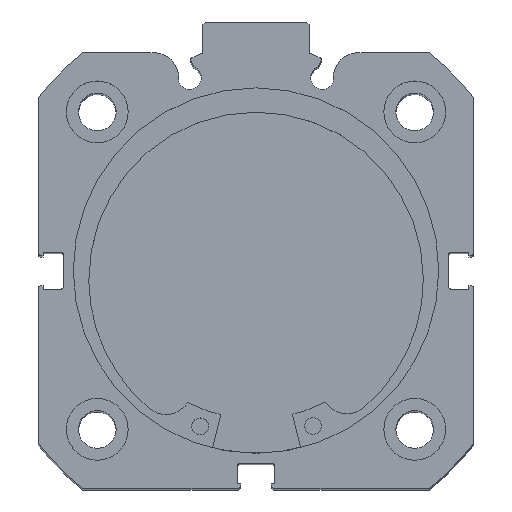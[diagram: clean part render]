
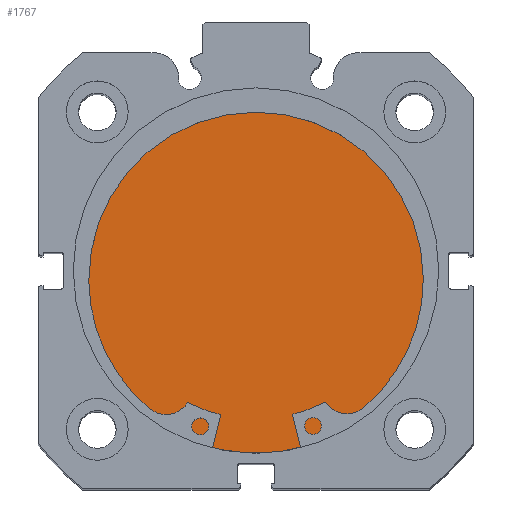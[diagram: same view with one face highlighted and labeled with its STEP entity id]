
A CAD part, top view. The second image highlights one B-rep face of the part: STEP entity #1767.
In plain terms, the highlighted face is planar.
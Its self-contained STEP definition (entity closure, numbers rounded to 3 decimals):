
#269 = EDGE_CURVE ( 'NONE', #6683, #6661, #2577, .T. ) ;
#276 = EDGE_CURVE ( 'NONE', #6661, #6683, #2586, .T. ) ;
#639 = AXIS2_PLACEMENT_3D ( 'NONE', #1030, #1029, #1024 ) ;
#642 = AXIS2_PLACEMENT_3D ( 'NONE', #1035, #1037, #1057 ) ;
#875 = AXIS2_PLACEMENT_3D ( 'NONE', #3957, #3960, #3961 ) ;
#1024 = DIRECTION ( 'NONE',  ( 0., 0., 1. ) ) ;
#1029 = DIRECTION ( 'NONE',  ( -1., 0., 0. ) ) ;
#1030 = CARTESIAN_POINT ( 'NONE',  ( 9.5, 0., 0. ) ) ;
#1035 = CARTESIAN_POINT ( 'NONE',  ( 9.5, 0., 0. ) ) ;
#1037 = DIRECTION ( 'NONE',  ( -1., 0., 0. ) ) ;
#1057 = DIRECTION ( 'NONE',  ( 0., 0., 1. ) ) ;
#1767 = ADVANCED_FACE ( 'NONE', ( #4458 ), #3958, .F. ) ;
#2168 = EDGE_LOOP ( 'NONE', ( #6320, #6322 ) ) ;
#2577 = CIRCLE ( 'NONE', #639, 32.5 ) ;
#2586 = CIRCLE ( 'NONE', #642, 32.5 ) ;
#3957 = CARTESIAN_POINT ( 'NONE',  ( 9.5, 32.5, 0. ) ) ;
#3958 = PLANE ( 'NONE',  #875 ) ;
#3960 = DIRECTION ( 'NONE',  ( -1., 0., 0. ) ) ;
#3961 = DIRECTION ( 'NONE',  ( 0., 0., 1. ) ) ;
#4458 = FACE_OUTER_BOUND ( 'NONE', #2168, .T. ) ;
#5064 = CARTESIAN_POINT ( 'NONE',  ( 9.5, 0., -32.5 ) ) ;
#5086 = CARTESIAN_POINT ( 'NONE',  ( 9.5, 0., 32.5 ) ) ;
#6320 = ORIENTED_EDGE ( 'NONE', *, *, #269, .F. ) ;
#6322 = ORIENTED_EDGE ( 'NONE', *, *, #276, .F. ) ;
#6661 = VERTEX_POINT ( 'NONE', #5064 ) ;
#6683 = VERTEX_POINT ( 'NONE', #5086 ) ;
